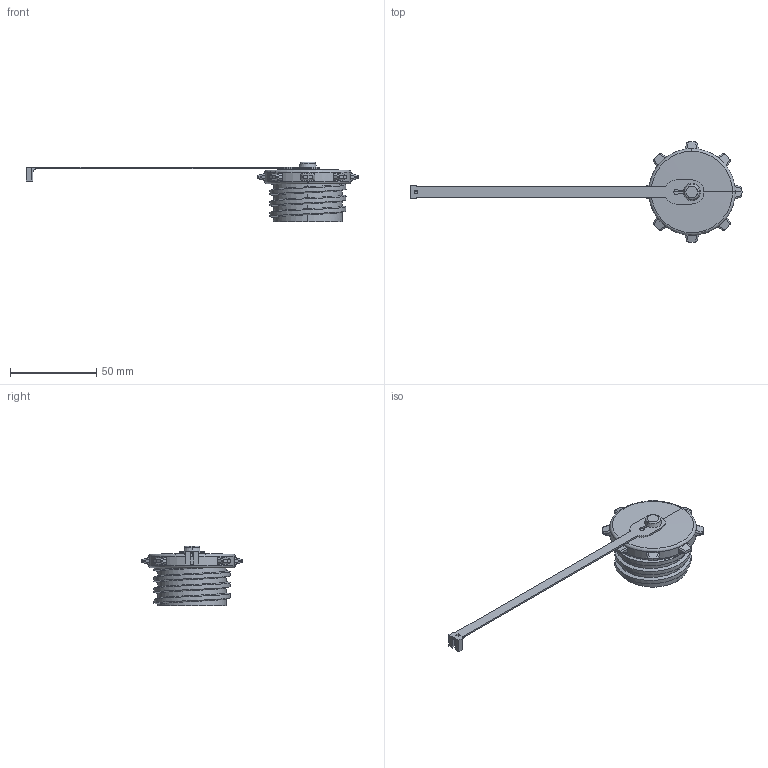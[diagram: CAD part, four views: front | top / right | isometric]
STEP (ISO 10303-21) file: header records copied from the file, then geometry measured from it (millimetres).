
FILE_DESCRIPTION(('STEP AP242'),'1');
FILE_NAME('px0960.stp','2023-05-17T07:21:19',('TraceParts'),('TraceParts S.A.'),'Spatial InterOp 3D',' ',' ');
FILE_SCHEMA(('AP242_MANAGED_MODEL_BASED_3D_ENGINEERING_MIM_LF {1 0 10303 442 1 1 4}'));
Length unit declared in the file: millimetre
Products named in the file (1): px0960_1
Bounding box: 192 x 58 x 34.67 mm (x, y, z)
Volume: 19818.3 mm3; surface area: 15577.5 mm2
Topology: 2 solids, 2 shells, 172 faces, 463 edges, 302 vertices
Faces by surface type: plane 48, cylinder 42, bspline 38, cone 30, torus 14
Entity records: 8158 total; most frequent: CARTESIAN_POINT 4139, ORIENTED_EDGE 926, DIRECTION 721, EDGE_CURVE 463, VERTEX_POINT 302, AXIS2_PLACEMENT_3D 280, EDGE_LOOP 185, ADVANCED_FACE 172
